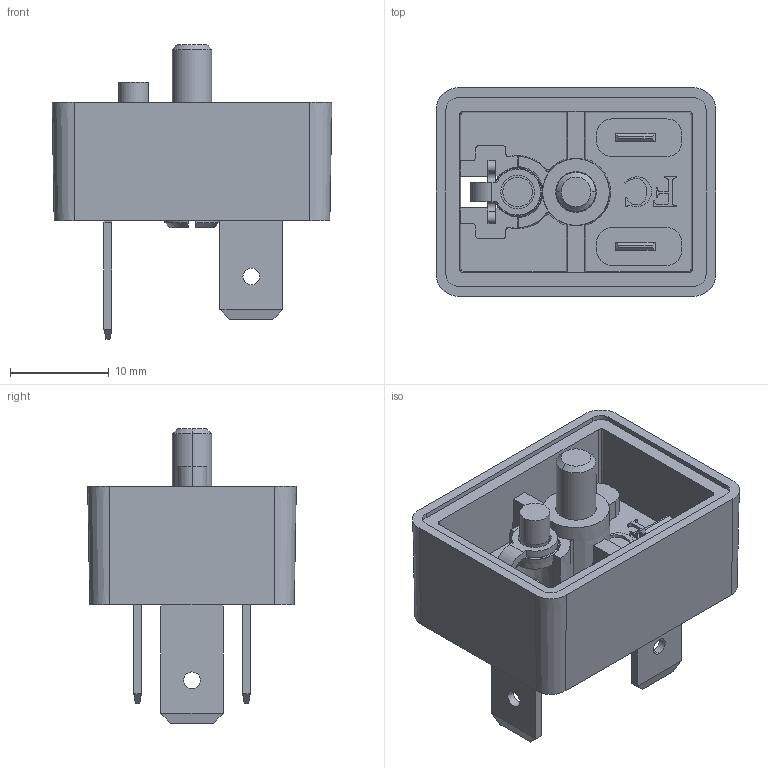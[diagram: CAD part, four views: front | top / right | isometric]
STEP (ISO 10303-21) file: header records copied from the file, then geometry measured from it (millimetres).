
FILE_DESCRIPTION (( 'STEP AP203' ), '1' );
FILE_NAME ('P444.STEP', '2020-04-16T01:47:15', ( 'edpusr' ), ( 'Microsoft' ), 'SwSTEP 2.0', 'SolidWorks 2015', '' );
FILE_SCHEMA (( 'CONFIG_CONTROL_DESIGN' ));
Length unit declared in the file: millimetre
Products named in the file (1): P444
Bounding box: 28.3 x 21.1 x 29.8 mm (x, y, z)
Volume: 4064.3 mm3; surface area: 5078.2 mm2
Topology: 6 solids, 6 shells, 328 faces, 890 edges, 581 vertices
Faces by surface type: plane 194, cylinder 68, bspline 39, cone 27
Entity records: 11583 total; most frequent: CARTESIAN_POINT 3354, ORIENTED_EDGE 1776, DIRECTION 1573, EDGE_CURVE 888, VERTEX_POINT 581, VECTOR 579, LINE 579, AXIS2_PLACEMENT_3D 497
